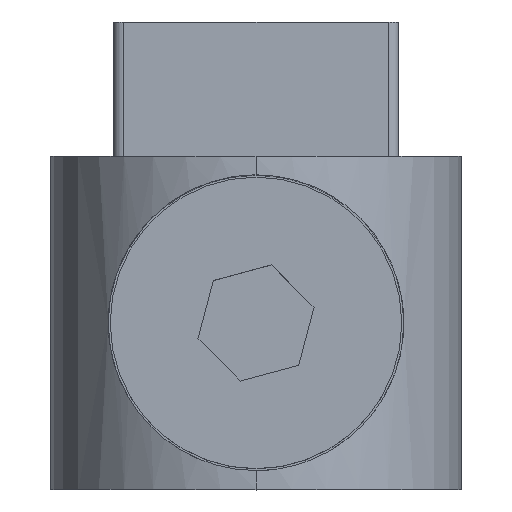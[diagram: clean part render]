
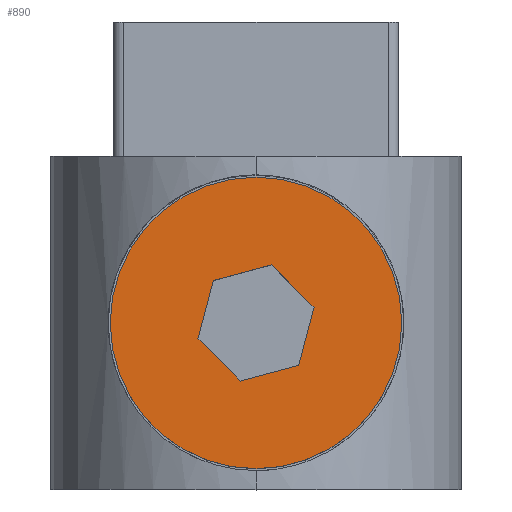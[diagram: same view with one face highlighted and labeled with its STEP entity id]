
A CAD part, top view. The second image highlights one B-rep face of the part: STEP entity #890.
In plain terms, the highlighted planar face has unit normal (0, 0, 1).
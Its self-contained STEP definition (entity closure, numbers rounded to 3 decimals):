
#130 = CARTESIAN_POINT ( 'NONE',  ( 0., 0., 3.3 ) ) ;
#136 = EDGE_CURVE ( 'NONE', #995, #655, #616, .T. ) ;
#154 = LINE ( 'NONE', #458, #1097 ) ;
#156 = LINE ( 'NONE', #713, #1065 ) ;
#164 = DIRECTION ( 'NONE',  ( 0.256, 0.967, 0. ) ) ;
#172 = EDGE_CURVE ( 'NONE', #221, #205, #787, .T. ) ;
#187 = LINE ( 'NONE', #382, #873 ) ;
#205 = VERTEX_POINT ( 'NONE', #241 ) ;
#221 = VERTEX_POINT ( 'NONE', #409 ) ;
#223 = VERTEX_POINT ( 'NONE', #1191 ) ;
#239 = VECTOR ( 'NONE', #818, 1000. ) ;
#241 = CARTESIAN_POINT ( 'NONE',  ( 0.74, 2.79, 3.3 ) ) ;
#293 = CARTESIAN_POINT ( 'NONE',  ( -2.787, -0.754, 3.3 ) ) ;
#295 = AXIS2_PLACEMENT_3D ( 'NONE', #971, #981, #1165 ) ;
#309 = DIRECTION ( 'NONE',  ( 1., 0., 0. ) ) ;
#343 = ORIENTED_EDGE ( 'NONE', *, *, #1099, .F. ) ;
#354 = CIRCLE ( 'NONE', #652, 7. ) ;
#368 = VERTEX_POINT ( 'NONE', #1064 ) ;
#380 = ORIENTED_EDGE ( 'NONE', *, *, #927, .T. ) ;
#382 = CARTESIAN_POINT ( 'NONE',  ( -2.787, -0.754, 3.3 ) ) ;
#391 = CARTESIAN_POINT ( 'NONE',  ( -7., 0., 3.3 ) ) ;
#409 = CARTESIAN_POINT ( 'NONE',  ( -2.046, 2.036, 3.3 ) ) ;
#416 = EDGE_CURVE ( 'NONE', #904, #221, #187, .T. ) ;
#426 = DIRECTION ( 'NONE',  ( 1., 0., 0. ) ) ;
#458 = CARTESIAN_POINT ( 'NONE',  ( 0.74, 2.79, 3.3 ) ) ;
#503 = CARTESIAN_POINT ( 'NONE',  ( 2.046, -2.036, 3.3 ) ) ;
#564 = EDGE_CURVE ( 'NONE', #368, #1044, #613, .T. ) ;
#604 = CARTESIAN_POINT ( 'NONE',  ( 2.787, 0.754, 3.3 ) ) ;
#613 = LINE ( 'NONE', #503, #935 ) ;
#614 = CARTESIAN_POINT ( 'NONE',  ( -2.046, 2.036, 3.3 ) ) ;
#616 = CIRCLE ( 'NONE', #295, 7. ) ;
#652 = AXIS2_PLACEMENT_3D ( 'NONE', #130, #821, #426 ) ;
#655 = VERTEX_POINT ( 'NONE', #1189 ) ;
#713 = CARTESIAN_POINT ( 'NONE',  ( -0.74, -2.79, 3.3 ) ) ;
#714 = VECTOR ( 'NONE', #791, 1000. ) ;
#750 = FACE_OUTER_BOUND ( 'NONE', #1141, .T. ) ;
#787 = LINE ( 'NONE', #614, #239 ) ;
#791 = DIRECTION ( 'NONE',  ( -0.256, -0.967, 0. ) ) ;
#792 = ORIENTED_EDGE ( 'NONE', *, *, #136, .F. ) ;
#800 = FACE_BOUND ( 'NONE', #1149, .T. ) ;
#802 = DIRECTION ( 'NONE',  ( -0.965, -0.261, 0. ) ) ;
#818 = DIRECTION ( 'NONE',  ( 0.965, 0.261, 0. ) ) ;
#821 = DIRECTION ( 'NONE',  ( 0., 0., -1. ) ) ;
#844 = ORIENTED_EDGE ( 'NONE', *, *, #416, .T. ) ;
#846 = DIRECTION ( 'NONE',  ( 0.709, -0.705, 0. ) ) ;
#873 = VECTOR ( 'NONE', #164, 1000. ) ;
#879 = EDGE_CURVE ( 'NONE', #223, #368, #963, .T. ) ;
#890 = ADVANCED_FACE ( 'NONE', ( #800, #750 ), #1176, .T. ) ;
#897 = CARTESIAN_POINT ( 'NONE',  ( 0.449, 1.692, 3.3 ) ) ;
#904 = VERTEX_POINT ( 'NONE', #293 ) ;
#910 = ORIENTED_EDGE ( 'NONE', *, *, #879, .T. ) ;
#927 = EDGE_CURVE ( 'NONE', #1044, #904, #156, .T. ) ;
#935 = VECTOR ( 'NONE', #802, 1000. ) ;
#938 = AXIS2_PLACEMENT_3D ( 'NONE', #897, #986, #309 ) ;
#963 = LINE ( 'NONE', #604, #714 ) ;
#965 = ORIENTED_EDGE ( 'NONE', *, *, #172, .T. ) ;
#971 = CARTESIAN_POINT ( 'NONE',  ( 0., 0., 3.3 ) ) ;
#981 = DIRECTION ( 'NONE',  ( 0., 0., -1. ) ) ;
#986 = DIRECTION ( 'NONE',  ( 0., 0., 1. ) ) ;
#995 = VERTEX_POINT ( 'NONE', #391 ) ;
#1003 = CARTESIAN_POINT ( 'NONE',  ( -0.74, -2.79, 3.3 ) ) ;
#1044 = VERTEX_POINT ( 'NONE', #1003 ) ;
#1064 = CARTESIAN_POINT ( 'NONE',  ( 2.046, -2.036, 3.3 ) ) ;
#1065 = VECTOR ( 'NONE', #1179, 1000. ) ;
#1068 = ORIENTED_EDGE ( 'NONE', *, *, #1217, .T. ) ;
#1097 = VECTOR ( 'NONE', #846, 1000. ) ;
#1099 = EDGE_CURVE ( 'NONE', #655, #995, #354, .T. ) ;
#1131 = ORIENTED_EDGE ( 'NONE', *, *, #564, .T. ) ;
#1141 = EDGE_LOOP ( 'NONE', ( #343, #792 ) ) ;
#1149 = EDGE_LOOP ( 'NONE', ( #910, #1131, #380, #844, #965, #1068 ) ) ;
#1165 = DIRECTION ( 'NONE',  ( 1., 0., 0. ) ) ;
#1176 = PLANE ( 'NONE',  #938 ) ;
#1179 = DIRECTION ( 'NONE',  ( -0.709, 0.705, 0. ) ) ;
#1189 = CARTESIAN_POINT ( 'NONE',  ( 7., 0., 3.3 ) ) ;
#1191 = CARTESIAN_POINT ( 'NONE',  ( 2.787, 0.754, 3.3 ) ) ;
#1217 = EDGE_CURVE ( 'NONE', #205, #223, #154, .T. ) ;
